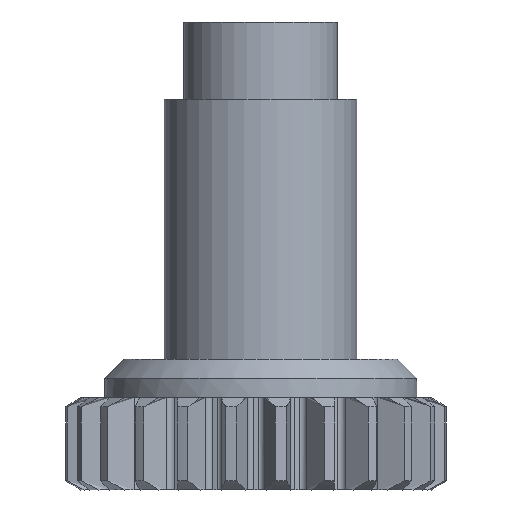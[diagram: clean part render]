
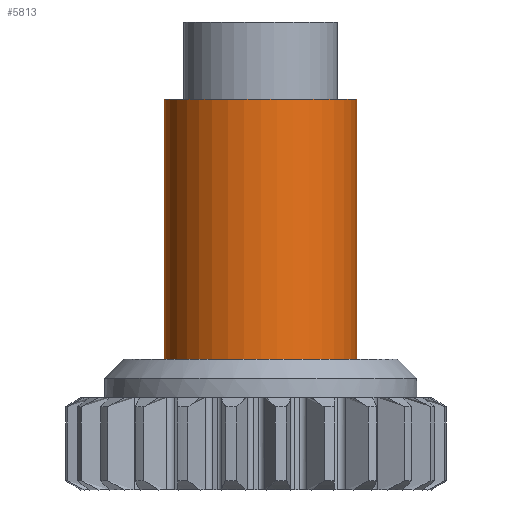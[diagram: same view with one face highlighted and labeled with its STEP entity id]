
A CAD part, front view. The second image highlights one B-rep face of the part: STEP entity #5813.
In plain terms, the highlighted cylindrical face has radius 5 mm (diameter 10 mm), a full revolution.
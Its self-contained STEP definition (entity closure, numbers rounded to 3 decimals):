
#146=CYLINDRICAL_SURFACE('',#6132,5.);
#783=FACE_OUTER_BOUND('',#1123,.T.);
#1123=EDGE_LOOP('',(#4405,#4406,#4407,#4408));
#1464=LINE('',#9895,#1756);
#1756=VECTOR('',#6837,5.);
#1928=CIRCLE('',#6048,5.);
#1981=CIRCLE('',#6133,5.);
#2215=VERTEX_POINT('',#7813);
#2449=VERTEX_POINT('',#9893);
#2831=EDGE_CURVE('',#2215,#2215,#1928,.T.);
#3175=EDGE_CURVE('',#2449,#2449,#1981,.T.);
#3176=EDGE_CURVE('',#2449,#2215,#1464,.T.);
#4405=ORIENTED_EDGE('',*,*,#3175,.F.);
#4406=ORIENTED_EDGE('',*,*,#3176,.T.);
#4407=ORIENTED_EDGE('',*,*,#2831,.T.);
#4408=ORIENTED_EDGE('',*,*,#3176,.F.);
#5813=ADVANCED_FACE('',(#783),#146,.T.);
#6048=AXIS2_PLACEMENT_3D('',#7814,#6544,#6545);
#6132=AXIS2_PLACEMENT_3D('',#9892,#6833,#6834);
#6133=AXIS2_PLACEMENT_3D('',#9894,#6835,#6836);
#6544=DIRECTION('center_axis',(0.,0.,1.));
#6545=DIRECTION('ref_axis',(1.,0.,0.));
#6833=DIRECTION('center_axis',(0.,0.,1.));
#6834=DIRECTION('ref_axis',(1.,0.,0.));
#6835=DIRECTION('center_axis',(0.,0.,1.));
#6836=DIRECTION('ref_axis',(1.,0.,0.));
#6837=DIRECTION('',(0.,0.,-1.));
#7813=CARTESIAN_POINT('',(-9929.774,3422.98,-23991.68));
#7814=CARTESIAN_POINT('Origin',(-9924.774,3422.98,-23991.68));
#9892=CARTESIAN_POINT('Origin',(-9924.774,3422.98,-23998.682));
#9893=CARTESIAN_POINT('',(-9929.774,3422.98,-23978.18));
#9894=CARTESIAN_POINT('Origin',(-9924.774,3422.98,-23978.18));
#9895=CARTESIAN_POINT('',(-9929.774,3422.98,-23998.682));
